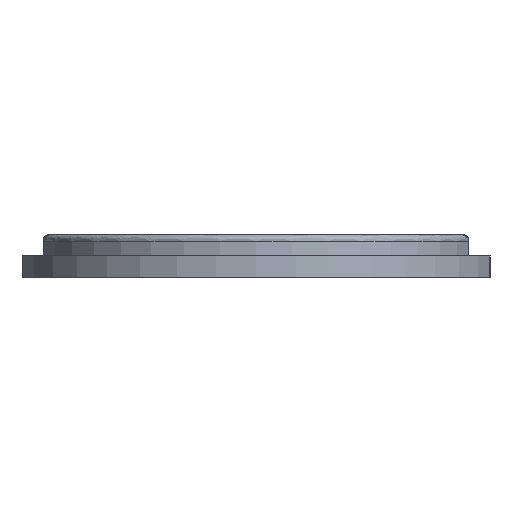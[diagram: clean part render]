
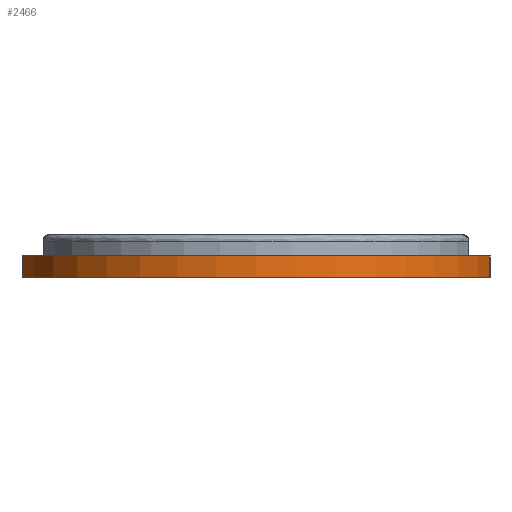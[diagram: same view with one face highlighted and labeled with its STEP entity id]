
A CAD part, left-side view. The second image highlights one B-rep face of the part: STEP entity #2466.
In plain terms, the highlighted cylindrical face has radius 113.932 mm (diameter 227.864 mm), a partial arc.
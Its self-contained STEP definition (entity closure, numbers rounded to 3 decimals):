
#110=CYLINDRICAL_SURFACE('',#2574,113.932);
#135=CIRCLE('',#2571,113.932);
#136=CIRCLE('',#2575,113.932);
#254=FACE_OUTER_BOUND('',#388,.T.);
#388=EDGE_LOOP('',(#2199,#2200,#2201,#2202));
#756=LINE('',#8663,#867);
#757=LINE('',#8667,#868);
#867=VECTOR('',#2864,10.);
#868=VECTOR('',#2869,10.);
#1132=VERTEX_POINT('',#8649);
#1133=VERTEX_POINT('',#8651);
#1136=VERTEX_POINT('',#8661);
#1137=VERTEX_POINT('',#8665);
#1511=EDGE_CURVE('',#1132,#1133,#135,.T.);
#1517=EDGE_CURVE('',#1136,#1133,#756,.T.);
#1518=EDGE_CURVE('',#1137,#1136,#136,.T.);
#1519=EDGE_CURVE('',#1137,#1132,#757,.T.);
#2199=ORIENTED_EDGE('',*,*,#1518,.T.);
#2200=ORIENTED_EDGE('',*,*,#1517,.T.);
#2201=ORIENTED_EDGE('',*,*,#1511,.F.);
#2202=ORIENTED_EDGE('',*,*,#1519,.F.);
#2466=ADVANCED_FACE('',(#254),#110,.T.);
#2571=AXIS2_PLACEMENT_3D('',#8652,#2853,#2854);
#2574=AXIS2_PLACEMENT_3D('',#8664,#2865,#2866);
#2575=AXIS2_PLACEMENT_3D('',#8666,#2867,#2868);
#2853=DIRECTION('center_axis',(0.,0.,1.));
#2854=DIRECTION('ref_axis',(-0.226,0.974,0.));
#2864=DIRECTION('',(0.,0.,1.));
#2865=DIRECTION('center_axis',(0.,0.,1.));
#2866=DIRECTION('ref_axis',(-0.226,0.974,0.));
#2867=DIRECTION('center_axis',(0.,0.,1.));
#2868=DIRECTION('ref_axis',(-0.226,0.974,0.));
#2869=DIRECTION('',(0.,0.,1.));
#8649=CARTESIAN_POINT('',(-80.827,192.924,10.));
#8651=CARTESIAN_POINT('',(-81.,-29.,10.));
#8652=CARTESIAN_POINT('Origin',(-55.068,81.942,10.));
#8661=CARTESIAN_POINT('',(-81.,-29.,0.));
#8663=CARTESIAN_POINT('',(-81.,-29.,0.));
#8664=CARTESIAN_POINT('Origin',(-55.068,81.942,0.));
#8665=CARTESIAN_POINT('',(-80.827,192.924,0.));
#8666=CARTESIAN_POINT('Origin',(-55.068,81.942,0.));
#8667=CARTESIAN_POINT('',(-80.827,192.924,0.));
